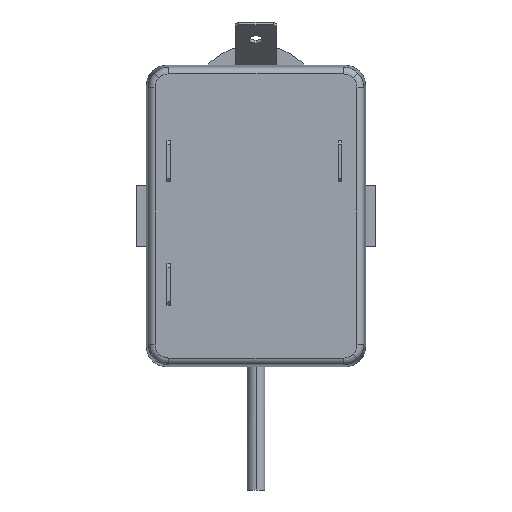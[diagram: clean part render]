
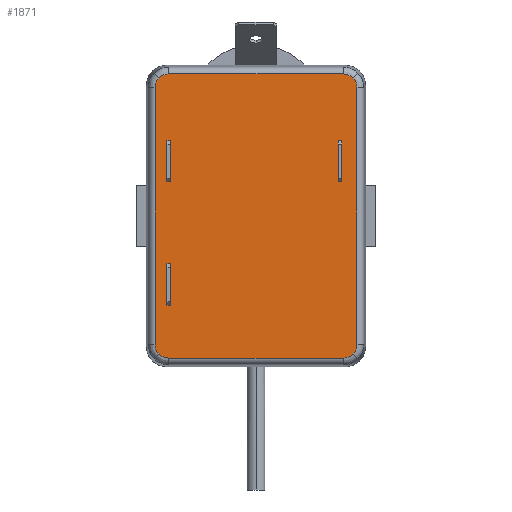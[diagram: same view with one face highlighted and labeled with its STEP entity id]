
A CAD part, left-side view. The second image highlights one B-rep face of the part: STEP entity #1871.
In plain terms, the highlighted planar face has unit normal (-1, 0, 0).
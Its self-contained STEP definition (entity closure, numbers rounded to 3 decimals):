
#35 = VERTEX_POINT ( 'NONE', #4459 ) ;
#57 = VERTEX_POINT ( 'NONE', #4486 ) ;
#122 =( BOUNDED_CURVE ( )  B_SPLINE_CURVE ( 3, ( #3659, #3647, #3667, #3648 ),
 .UNSPECIFIED., .F., .T. ) 
 B_SPLINE_CURVE_WITH_KNOTS ( ( 4, 4 ),
 ( 0., 0.785 ),
 .UNSPECIFIED. ) 
 CURVE ( )  GEOMETRIC_REPRESENTATION_ITEM ( )  RATIONAL_B_SPLINE_CURVE ( ( 1., 0.949, 0.949, 1. ) ) 
 REPRESENTATION_ITEM ( '' )  );
#124 =( BOUNDED_CURVE ( )  B_SPLINE_CURVE ( 3, ( #3660, #3605, #3623, #3621 ),
 .UNSPECIFIED., .F., .T. ) 
 B_SPLINE_CURVE_WITH_KNOTS ( ( 4, 4 ),
 ( 0., 0.785 ),
 .UNSPECIFIED. ) 
 CURVE ( )  GEOMETRIC_REPRESENTATION_ITEM ( )  RATIONAL_B_SPLINE_CURVE ( ( 1., 0.949, 0.949, 1. ) ) 
 REPRESENTATION_ITEM ( '' )  );
#125 =( BOUNDED_CURVE ( )  B_SPLINE_CURVE ( 3, ( #3619, #3629, #3642, #3610 ),
 .UNSPECIFIED., .F., .T. ) 
 B_SPLINE_CURVE_WITH_KNOTS ( ( 4, 4 ),
 ( 0., 0.785 ),
 .UNSPECIFIED. ) 
 CURVE ( )  GEOMETRIC_REPRESENTATION_ITEM ( )  RATIONAL_B_SPLINE_CURVE ( ( 1., 0.949, 0.949, 1. ) ) 
 REPRESENTATION_ITEM ( '' )  );
#129 =( BOUNDED_CURVE ( )  B_SPLINE_CURVE ( 3, ( #2240, #2245, #2244, #2239 ),
 .UNSPECIFIED., .F., .T. ) 
 B_SPLINE_CURVE_WITH_KNOTS ( ( 4, 4 ),
 ( 0., 0.785 ),
 .UNSPECIFIED. ) 
 CURVE ( )  GEOMETRIC_REPRESENTATION_ITEM ( )  RATIONAL_B_SPLINE_CURVE ( ( 1., 0.949, 0.949, 1. ) ) 
 REPRESENTATION_ITEM ( '' )  );
#130 =( BOUNDED_CURVE ( )  B_SPLINE_CURVE ( 3, ( #2213, #2221, #2204, #2203 ),
 .UNSPECIFIED., .F., .T. ) 
 B_SPLINE_CURVE_WITH_KNOTS ( ( 4, 4 ),
 ( 5.498, 6.283 ),
 .UNSPECIFIED. ) 
 CURVE ( )  GEOMETRIC_REPRESENTATION_ITEM ( )  RATIONAL_B_SPLINE_CURVE ( ( 1., 0.949, 0.949, 1. ) ) 
 REPRESENTATION_ITEM ( '' )  );
#131 =( BOUNDED_CURVE ( )  B_SPLINE_CURVE ( 3, ( #3015, #3024, #3014, #3016 ),
 .UNSPECIFIED., .F., .T. ) 
 B_SPLINE_CURVE_WITH_KNOTS ( ( 4, 4 ),
 ( 5.498, 6.283 ),
 .UNSPECIFIED. ) 
 CURVE ( )  GEOMETRIC_REPRESENTATION_ITEM ( )  RATIONAL_B_SPLINE_CURVE ( ( 1., 0.949, 0.949, 1. ) ) 
 REPRESENTATION_ITEM ( '' )  );
#132 =( BOUNDED_CURVE ( )  B_SPLINE_CURVE ( 3, ( #2205, #3028, #3019, #3018 ),
 .UNSPECIFIED., .F., .T. ) 
 B_SPLINE_CURVE_WITH_KNOTS ( ( 4, 4 ),
 ( 5.498, 6.283 ),
 .UNSPECIFIED. ) 
 CURVE ( )  GEOMETRIC_REPRESENTATION_ITEM ( )  RATIONAL_B_SPLINE_CURVE ( ( 1., 0.949, 0.949, 1. ) ) 
 REPRESENTATION_ITEM ( '' )  );
#133 =( BOUNDED_CURVE ( )  B_SPLINE_CURVE ( 3, ( #3020, #3021, #3087, #3085 ),
 .UNSPECIFIED., .F., .T. ) 
 B_SPLINE_CURVE_WITH_KNOTS ( ( 4, 4 ),
 ( 5.498, 6.283 ),
 .UNSPECIFIED. ) 
 CURVE ( )  GEOMETRIC_REPRESENTATION_ITEM ( )  RATIONAL_B_SPLINE_CURVE ( ( 1., 0.949, 0.949, 1. ) ) 
 REPRESENTATION_ITEM ( '' )  );
#887 = EDGE_LOOP ( 'NONE', ( #3756, #3759, #3758, #3761, #3760, #3763, #3762, #3710, #3764, #3745, #3765, #3727 ) ) ;
#1020 = FACE_OUTER_BOUND ( 'NONE', #887, .T. ) ;
#1536 = EDGE_CURVE ( 'NONE', #2981, #2930, #122, .T. ) ;
#1543 = EDGE_CURVE ( 'NONE', #2945, #2989, #124, .T. ) ;
#1548 = EDGE_CURVE ( 'NONE', #2942, #2940, #125, .T. ) ;
#1554 = EDGE_CURVE ( 'NONE', #2995, #2924, #129, .T. ) ;
#1569 = EDGE_CURVE ( 'NONE', #2964, #2995, #130, .T. ) ;
#1570 = EDGE_CURVE ( 'NONE', #2964, #2940, #3921, .T. ) ;
#1571 = EDGE_CURVE ( 'NONE', #2941, #2942, #131, .T. ) ;
#1572 = EDGE_CURVE ( 'NONE', #2941, #2989, #3924, .T. ) ;
#1573 = EDGE_CURVE ( 'NONE', #57, #2945, #132, .T. ) ;
#1574 = EDGE_CURVE ( 'NONE', #57, #2930, #3927, .T. ) ;
#1575 = EDGE_CURVE ( 'NONE', #35, #2981, #133, .T. ) ;
#1577 = EDGE_CURVE ( 'NONE', #35, #2924, #3926, .T. ) ;
#1871 = ADVANCED_FACE ( 'NONE', ( #1020 ), #3224, .T. ) ;
#2144 = CARTESIAN_POINT ( 'NONE',  ( -35., -12.738, -20.738 ) ) ;
#2145 = CARTESIAN_POINT ( 'NONE',  ( -35., -14.738, 18.738 ) ) ;
#2159 = CARTESIAN_POINT ( 'NONE',  ( -35., 14.738, -18.738 ) ) ;
#2162 = CARTESIAN_POINT ( 'NONE',  ( -35., -12.738, 20.738 ) ) ;
#2163 = CARTESIAN_POINT ( 'NONE',  ( -35., -14.152, 20.152 ) ) ;
#2165 = CARTESIAN_POINT ( 'NONE',  ( -35., 14.152, 20.152 ) ) ;
#2174 = CARTESIAN_POINT ( 'NONE',  ( -35., 14.152, -20.152 ) ) ;
#2175 = CARTESIAN_POINT ( 'NONE',  ( -35., -14.738, -18.738 ) ) ;
#2179 = CARTESIAN_POINT ( 'NONE',  ( -35., -14.152, -20.152 ) ) ;
#2180 = CARTESIAN_POINT ( 'NONE',  ( -35., 12.738, 20.738 ) ) ;
#2203 = CARTESIAN_POINT ( 'NONE',  ( -35., -14.152, -20.152 ) ) ;
#2204 = CARTESIAN_POINT ( 'NONE',  ( -35., -14.532, -19.772 ) ) ;
#2205 = CARTESIAN_POINT ( 'NONE',  ( -35., 14.738, 18.738 ) ) ;
#2206 = CARTESIAN_POINT ( 'NONE',  ( -35., -14.738, 21.721 ) ) ;
#2213 = CARTESIAN_POINT ( 'NONE',  ( -35., -14.738, -18.738 ) ) ;
#2221 = CARTESIAN_POINT ( 'NONE',  ( -35., -14.738, -19.276 ) ) ;
#2239 = CARTESIAN_POINT ( 'NONE',  ( -35., -12.738, -20.738 ) ) ;
#2240 = CARTESIAN_POINT ( 'NONE',  ( -35., -14.152, -20.152 ) ) ;
#2244 = CARTESIAN_POINT ( 'NONE',  ( -35., -13.276, -20.738 ) ) ;
#2245 = CARTESIAN_POINT ( 'NONE',  ( -35., -13.772, -20.532 ) ) ;
#2531 = AXIS2_PLACEMENT_3D ( 'NONE', #3221, #3226, #3227 ) ;
#2924 = VERTEX_POINT ( 'NONE', #2144 ) ;
#2930 = VERTEX_POINT ( 'NONE', #2159 ) ;
#2940 = VERTEX_POINT ( 'NONE', #2145 ) ;
#2941 = VERTEX_POINT ( 'NONE', #2162 ) ;
#2942 = VERTEX_POINT ( 'NONE', #2163 ) ;
#2945 = VERTEX_POINT ( 'NONE', #2165 ) ;
#2964 = VERTEX_POINT ( 'NONE', #2175 ) ;
#2981 = VERTEX_POINT ( 'NONE', #2174 ) ;
#2989 = VERTEX_POINT ( 'NONE', #2180 ) ;
#2995 = VERTEX_POINT ( 'NONE', #2179 ) ;
#3002 = DIRECTION ( 'NONE',  ( 0., 0., -1. ) ) ;
#3014 = CARTESIAN_POINT ( 'NONE',  ( -35., -13.772, 20.532 ) ) ;
#3015 = CARTESIAN_POINT ( 'NONE',  ( -35., -12.738, 20.738 ) ) ;
#3016 = CARTESIAN_POINT ( 'NONE',  ( -35., -14.152, 20.152 ) ) ;
#3017 = DIRECTION ( 'NONE',  ( 0., 1., 0. ) ) ;
#3018 = CARTESIAN_POINT ( 'NONE',  ( -35., 14.152, 20.152 ) ) ;
#3019 = CARTESIAN_POINT ( 'NONE',  ( -35., 14.532, 19.772 ) ) ;
#3020 = CARTESIAN_POINT ( 'NONE',  ( -35., 12.738, -20.738 ) ) ;
#3021 = CARTESIAN_POINT ( 'NONE',  ( -35., 13.276, -20.738 ) ) ;
#3022 = CARTESIAN_POINT ( 'NONE',  ( -35., 14.738, -21.721 ) ) ;
#3024 = CARTESIAN_POINT ( 'NONE',  ( -35., -13.276, 20.738 ) ) ;
#3025 = CARTESIAN_POINT ( 'NONE',  ( -35., 15.721, 20.738 ) ) ;
#3028 = CARTESIAN_POINT ( 'NONE',  ( -35., 14.738, 19.276 ) ) ;
#3048 = DIRECTION ( 'NONE',  ( 0., -1., 0. ) ) ;
#3049 = CARTESIAN_POINT ( 'NONE',  ( -35., -15.721, -20.738 ) ) ;
#3085 = CARTESIAN_POINT ( 'NONE',  ( -35., 14.152, -20.152 ) ) ;
#3087 = CARTESIAN_POINT ( 'NONE',  ( -35., 13.772, -20.532 ) ) ;
#3103 = DIRECTION ( 'NONE',  ( 0., 0., 1. ) ) ;
#3221 = CARTESIAN_POINT ( 'NONE',  ( -35., 0., 0. ) ) ;
#3224 = PLANE ( 'NONE',  #2531 ) ;
#3226 = DIRECTION ( 'NONE',  ( -1., 0., 0. ) ) ;
#3227 = DIRECTION ( 'NONE',  ( 0., -1., 0. ) ) ;
#3605 = CARTESIAN_POINT ( 'NONE',  ( -35., 13.772, 20.532 ) ) ;
#3610 = CARTESIAN_POINT ( 'NONE',  ( -35., -14.738, 18.738 ) ) ;
#3619 = CARTESIAN_POINT ( 'NONE',  ( -35., -14.152, 20.152 ) ) ;
#3621 = CARTESIAN_POINT ( 'NONE',  ( -35., 12.738, 20.738 ) ) ;
#3623 = CARTESIAN_POINT ( 'NONE',  ( -35., 13.276, 20.738 ) ) ;
#3629 = CARTESIAN_POINT ( 'NONE',  ( -35., -14.532, 19.772 ) ) ;
#3642 = CARTESIAN_POINT ( 'NONE',  ( -35., -14.738, 19.276 ) ) ;
#3647 = CARTESIAN_POINT ( 'NONE',  ( -35., 14.532, -19.772 ) ) ;
#3648 = CARTESIAN_POINT ( 'NONE',  ( -35., 14.738, -18.738 ) ) ;
#3659 = CARTESIAN_POINT ( 'NONE',  ( -35., 14.152, -20.152 ) ) ;
#3660 = CARTESIAN_POINT ( 'NONE',  ( -35., 14.152, 20.152 ) ) ;
#3667 = CARTESIAN_POINT ( 'NONE',  ( -35., 14.738, -19.276 ) ) ;
#3710 = ORIENTED_EDGE ( 'NONE', *, *, #1574, .T. ) ;
#3727 = ORIENTED_EDGE ( 'NONE', *, *, #1554, .F. ) ;
#3745 = ORIENTED_EDGE ( 'NONE', *, *, #1575, .F. ) ;
#3756 = ORIENTED_EDGE ( 'NONE', *, *, #1569, .F. ) ;
#3758 = ORIENTED_EDGE ( 'NONE', *, *, #1548, .F. ) ;
#3759 = ORIENTED_EDGE ( 'NONE', *, *, #1570, .T. ) ;
#3760 = ORIENTED_EDGE ( 'NONE', *, *, #1572, .T. ) ;
#3761 = ORIENTED_EDGE ( 'NONE', *, *, #1571, .F. ) ;
#3762 = ORIENTED_EDGE ( 'NONE', *, *, #1573, .F. ) ;
#3763 = ORIENTED_EDGE ( 'NONE', *, *, #1543, .F. ) ;
#3764 = ORIENTED_EDGE ( 'NONE', *, *, #1536, .F. ) ;
#3765 = ORIENTED_EDGE ( 'NONE', *, *, #1577, .T. ) ;
#3921 = LINE ( 'NONE', #2206, #3923 ) ;
#3923 = VECTOR ( 'NONE', #3103, 1000. ) ;
#3924 = LINE ( 'NONE', #3025, #3925 ) ;
#3925 = VECTOR ( 'NONE', #3017, 1000. ) ;
#3926 = LINE ( 'NONE', #3049, #3929 ) ;
#3927 = LINE ( 'NONE', #3022, #3928 ) ;
#3928 = VECTOR ( 'NONE', #3002, 1000. ) ;
#3929 = VECTOR ( 'NONE', #3048, 1000. ) ;
#4459 = CARTESIAN_POINT ( 'NONE',  ( -35., 12.738, -20.738 ) ) ;
#4486 = CARTESIAN_POINT ( 'NONE',  ( -35., 14.738, 18.738 ) ) ;
